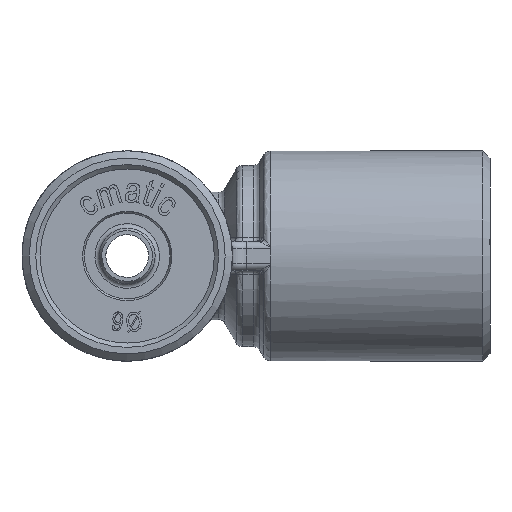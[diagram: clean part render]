
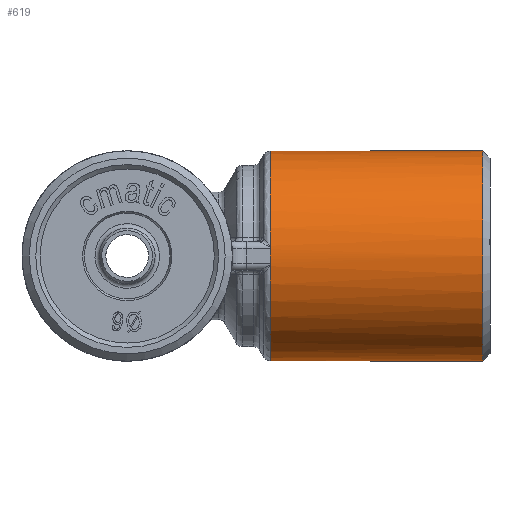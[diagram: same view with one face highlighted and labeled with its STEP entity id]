
A CAD part, front view. The second image highlights one B-rep face of the part: STEP entity #619.
In plain terms, the highlighted cylindrical face has radius 7.25 mm (diameter 14.5 mm), a full revolution.
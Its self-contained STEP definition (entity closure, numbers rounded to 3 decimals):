
#619 = ADVANCED_FACE( 'NONE', ( #1867, #1868 ), #1869, .T. );
#1867 = FACE_OUTER_BOUND( '', #10100, .T. );
#1868 = FACE_OUTER_BOUND( '', #10101, .T. );
#1869 = CYLINDRICAL_SURFACE( '', #10102, 7.25 );
#10100 = EDGE_LOOP( '', ( #14668, #14669, #14670, #14671, #14672, #14673 ) );
#10101 = EDGE_LOOP( '', ( #14674 ) );
#10102 = AXIS2_PLACEMENT_3D( '', #14675, #14676, #14677 );
#14668 = ORIENTED_EDGE( '', *, *, #16211, .F. );
#14669 = ORIENTED_EDGE( '', *, *, #16728, .F. );
#14670 = ORIENTED_EDGE( '', *, *, #16549, .F. );
#14671 = ORIENTED_EDGE( '', *, *, #16288, .F. );
#14672 = ORIENTED_EDGE( '', *, *, #16686, .F. );
#14673 = ORIENTED_EDGE( '', *, *, #15604, .F. );
#14674 = ORIENTED_EDGE( '', *, *, #16457, .F. );
#14675 = CARTESIAN_POINT( '', ( 0., 0., 0. ) );
#14676 = DIRECTION( '', ( 1., 0., 0. ) );
#14677 = DIRECTION( '', ( 0., -1., 0. ) );
#15604 = EDGE_CURVE( 'NONE', #17537, #16987, #17538, .T. );
#16211 = EDGE_CURVE( 'NONE', #18593, #17537, #18594, .T. );
#16288 = EDGE_CURVE( 'NONE', #18714, #18483, #18715, .T. );
#16457 = EDGE_CURVE( 'NONE', #18968, #18968, #18969, .T. );
#16549 = EDGE_CURVE( 'NONE', #18483, #17530, #19090, .T. );
#16686 = EDGE_CURVE( 'NONE', #16987, #18714, #19262, .T. );
#16728 = EDGE_CURVE( 'NONE', #17530, #18593, #19313, .T. );
#16987 = VERTEX_POINT( 'NONE', #20249 );
#17530 = VERTEX_POINT( 'NONE', #22184 );
#17537 = VERTEX_POINT( 'NONE', #22215 );
#17538 = CIRCLE( '', #22216, 7.25 );
#18483 = VERTEX_POINT( 'NONE', #25911 );
#18593 = VERTEX_POINT( 'NONE', #26492 );
#18594 = CIRCLE( '', #26493, 7.25 );
#18714 = VERTEX_POINT( 'NONE', #27005 );
#18715 = CIRCLE( '', #27006, 7.25 );
#18968 = VERTEX_POINT( '', #28555 );
#18969 = CIRCLE( '', #28556, 7.25 );
#19090 = CIRCLE( '', #28931, 7.25 );
#19262 = CIRCLE( '', #29578, 7.25 );
#19313 = CIRCLE( '', #29757, 7.25 );
#20249 = CARTESIAN_POINT( '', ( 9.855, 7.215, 0.708 ) );
#22184 = CARTESIAN_POINT( '', ( 9.855, -7.215, -0.708 ) );
#22215 = CARTESIAN_POINT( '', ( 9.855, -7.215, 0.708 ) );
#22216 = AXIS2_PLACEMENT_3D( '', #30215, #30216, #30217 );
#25911 = CARTESIAN_POINT( '', ( 9.855, 7.215, -0.708 ) );
#26492 = CARTESIAN_POINT( '', ( 9.855, -7.25, 0. ) );
#26493 = AXIS2_PLACEMENT_3D( '', #30758, #30759, #30760 );
#27005 = CARTESIAN_POINT( '', ( 9.855, 7.25, 0. ) );
#27006 = AXIS2_PLACEMENT_3D( '', #30822, #30823, #30824 );
#28555 = CARTESIAN_POINT( '', ( 24.5, -7.25, 0. ) );
#28556 = AXIS2_PLACEMENT_3D( '', #30916, #30917, #30918 );
#28931 = AXIS2_PLACEMENT_3D( '', #31031, #31032, #31033 );
#29578 = AXIS2_PLACEMENT_3D( '', #31171, #31172, #31173 );
#29757 = AXIS2_PLACEMENT_3D( '', #31215, #31216, #31217 );
#30215 = CARTESIAN_POINT( '', ( 9.855, 0., 0. ) );
#30216 = DIRECTION( '', ( -1., 0., 0. ) );
#30217 = DIRECTION( '', ( 0., -1., 0. ) );
#30758 = CARTESIAN_POINT( '', ( 9.855, 0., 0. ) );
#30759 = DIRECTION( '', ( -1., 0., 0. ) );
#30760 = DIRECTION( '', ( 0., -1., 0. ) );
#30822 = CARTESIAN_POINT( '', ( 9.855, 0., 0. ) );
#30823 = DIRECTION( '', ( -1., 0., 0. ) );
#30824 = DIRECTION( '', ( 0., -1., 0. ) );
#30916 = CARTESIAN_POINT( '', ( 24.5, 0., 0. ) );
#30917 = DIRECTION( '', ( 1., 0., 0. ) );
#30918 = DIRECTION( '', ( 0., -1., 0. ) );
#31031 = CARTESIAN_POINT( '', ( 9.855, 0., 0. ) );
#31032 = DIRECTION( '', ( -1., 0., 0. ) );
#31033 = DIRECTION( '', ( 0., -1., 0. ) );
#31171 = CARTESIAN_POINT( '', ( 9.855, 0., 0. ) );
#31172 = DIRECTION( '', ( -1., 0., 0. ) );
#31173 = DIRECTION( '', ( 0., -1., 0. ) );
#31215 = CARTESIAN_POINT( '', ( 9.855, 0., 0. ) );
#31216 = DIRECTION( '', ( -1., 0., 0. ) );
#31217 = DIRECTION( '', ( 0., -1., 0. ) );
